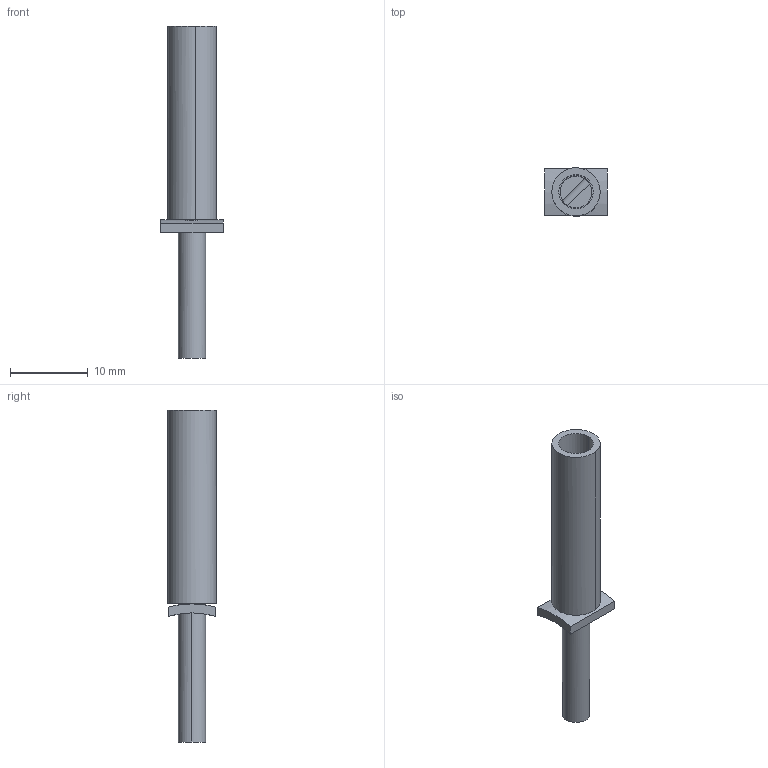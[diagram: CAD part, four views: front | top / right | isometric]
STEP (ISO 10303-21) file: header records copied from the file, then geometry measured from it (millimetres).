
FILE_DESCRIPTION(('Creo Elements/Direct Modeling STEP Export'),'2;1');
FILE_NAME('model.stp','2020-03-04T 0:20:03',(''),(''),'Creo Elements/Direct Modeling STEP processor for AP214 (Solid Model)','Creo Elements/Direct Modeling 20.1A 29-Sep-2018 (C) Parametric Technology GmbH','');
FILE_SCHEMA(('AUTOMOTIVE_DESIGN { 1 0 10303 214 1 1 1 1 }'));
Length unit declared in the file: millimetre
Products named in the file (2): PSBJ_URTK_S_BK-select
Assembly tree (1 placements, depth 2):
  PSBJ_URTK_S_BK-select
    PSBJ_URTK_S_BK-select
Bounding box: 8 x 6.2 x 42.6 mm (x, y, z)
Volume: 678.6 mm3; surface area: 1122.4 mm2
Topology: 1 solids, 1 shells, 26 faces, 57 edges, 39 vertices
Faces by surface type: cylinder 15, plane 11
Entity records: 1990 total; most frequent: CARTESIAN_POINT 1172, ORIENTED_EDGE 114, DIRECTION 113, EDGE_CURVE 57, AXIS2_PLACEMENT_3D 46, VERTEX_POINT 39, EDGE_LOOP 32, COLOUR_RGB 27
